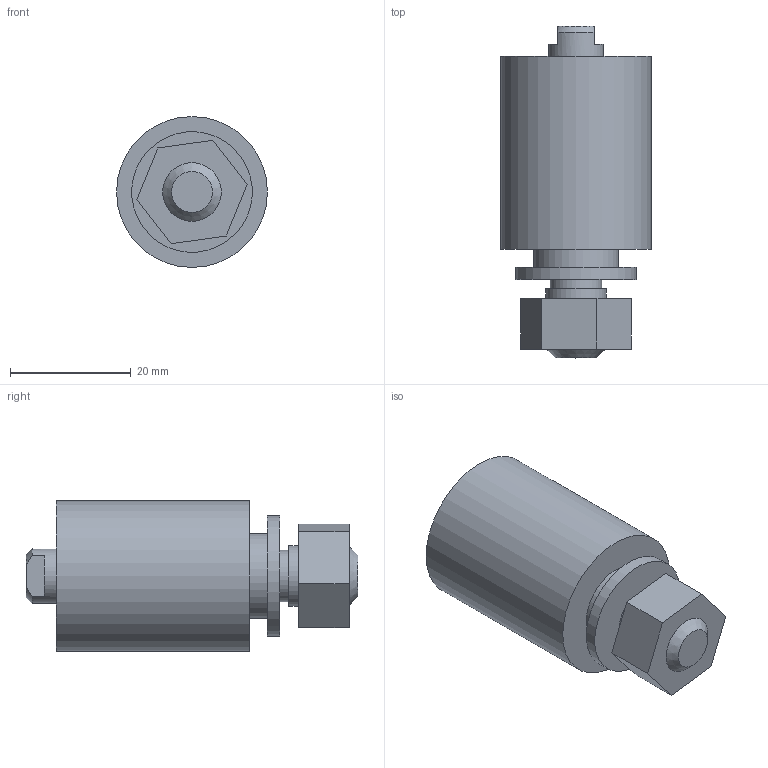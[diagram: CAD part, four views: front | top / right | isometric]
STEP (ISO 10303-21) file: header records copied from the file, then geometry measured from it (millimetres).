
FILE_DESCRIPTION (( 'STEP AP203' ), '1' );
FILE_NAME ('250630 STEP 3-400231-00_7456.STEP', '2025-06-30T06:51:51', ( '' ), ( '' ), 'SwSTEP 2.0', 'SolidWorks 2024', '' );
FILE_SCHEMA (( 'CONFIG_CONTROL_DESIGN' ));
Length unit declared in the file: millimetre
Products named in the file (1): 250630 STEP 3-400231-00_7456
Bounding box: 25 x 55 x 25 mm (x, y, z)
Volume: 19223 mm3; surface area: 5101.8 mm2
Topology: 1 solids, 1 shells, 28 faces, 60 edges, 41 vertices
Faces by surface type: plane 19, cylinder 6, cone 3
Full cylindrical faces by diameter (mm): 8.5 x1, 9 x1, 10 x1, 14 x1, 20 x1, 25 x1
Entity records: 785 total; most frequent: CARTESIAN_POINT 135, DIRECTION 122, ORIENTED_EDGE 98, EDGE_CURVE 49, AXIS2_PLACEMENT_3D 48, EDGE_LOOP 42, VERTEX_POINT 37, FACE_OUTER_BOUND 34
